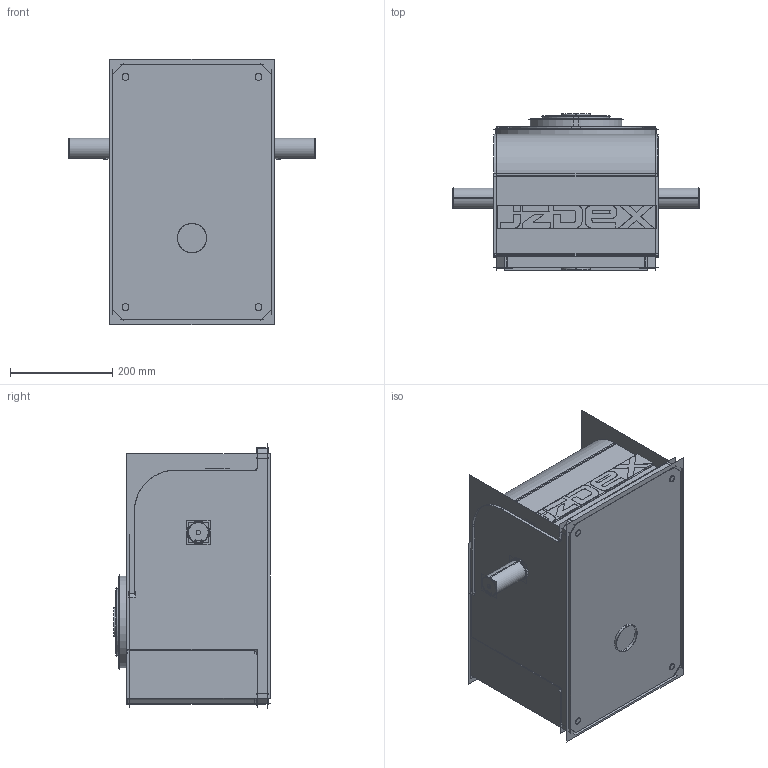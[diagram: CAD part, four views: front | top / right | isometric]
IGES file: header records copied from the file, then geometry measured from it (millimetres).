
Start section:  PTC IGES file: jz-175da.igs
Global section: file name: jz-175da.igs; native system: Creo Parametric by PTC Inc.; preprocessor: 2019010; author: DELL; organization: Unknown; date: 20240321.152055; units: millimetre
Bounding box: 483 x 306.8 x 520 mm (x, y, z)
Surface area: 3942618.2 mm2 (no closed solid volume)
Topology: 0 solids, 0 shells, 682 faces, 10567 edges, 13815 vertices
Faces by surface type: revolution 470, bspline 212
